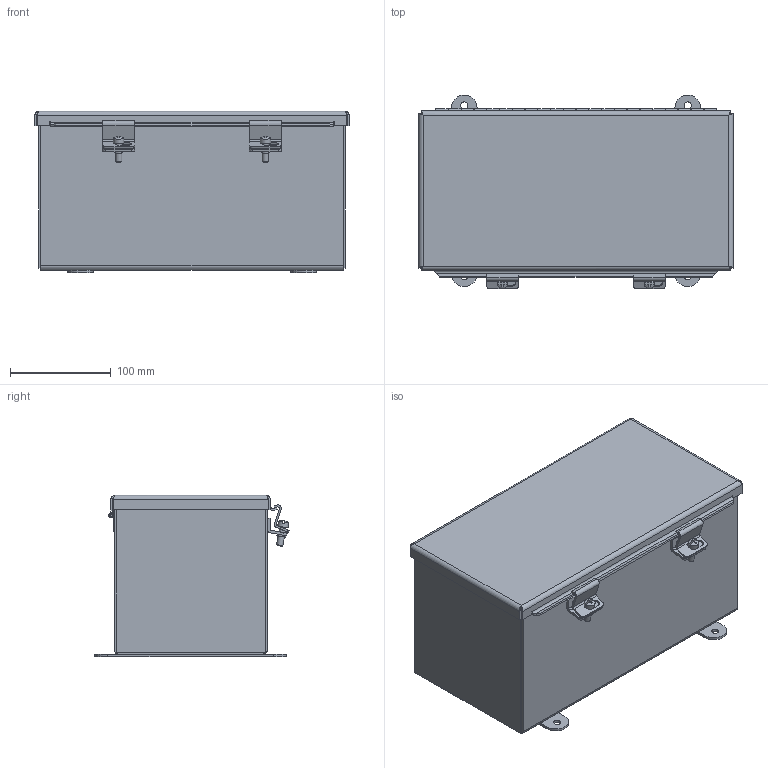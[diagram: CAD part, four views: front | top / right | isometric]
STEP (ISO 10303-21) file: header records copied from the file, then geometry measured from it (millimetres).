
FILE_DESCRIPTION (( 'STEP AP214' ), '1' );
FILE_NAME ('T6612CHSS.STEP', '2020-05-14T14:31:14', ( '' ), ( '' ), 'SwSTEP 2.0', 'SolidWorks 2019', '' );
FILE_SCHEMA (( 'AUTOMOTIVE_DESIGN' ));
Length unit declared in the file: inch
Products named in the file (1): T6612CHSS
Bounding box: 312.74 x 193 x 160.57 mm (x, y, z)
Volume: 570559.2 mm3; surface area: 593703.6 mm2
Topology: 16 solids, 16 shells, 406 faces, 1045 edges, 678 vertices
Faces by surface type: plane 245, cylinder 129, bspline 26, torus 4, cone 2
Full cylindrical faces by diameter (mm): 2.54 x1, 2.794 x8, 2.957 x22, 4.978 x2, 6.35 x2, 7.144 x4, 8.738 x2, 10.402 x2
Entity records: 18669 total; most frequent: CARTESIAN_POINT 3463, ORIENTED_EDGE 1960, DIRECTION 1928, EDGE_CURVE 980, VERTEX_POINT 670, LINE 666, VECTOR 666, AXIS2_PLACEMENT_3D 631
